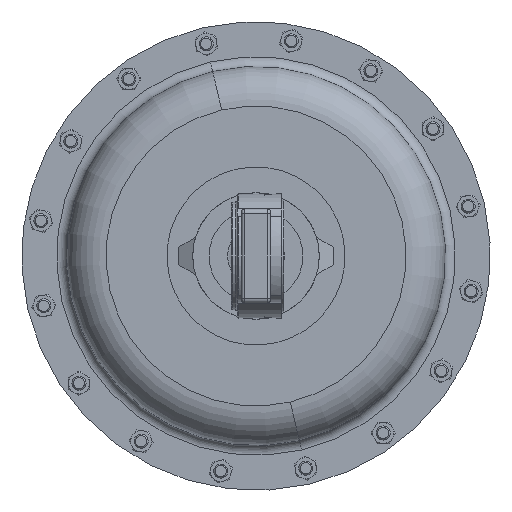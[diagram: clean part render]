
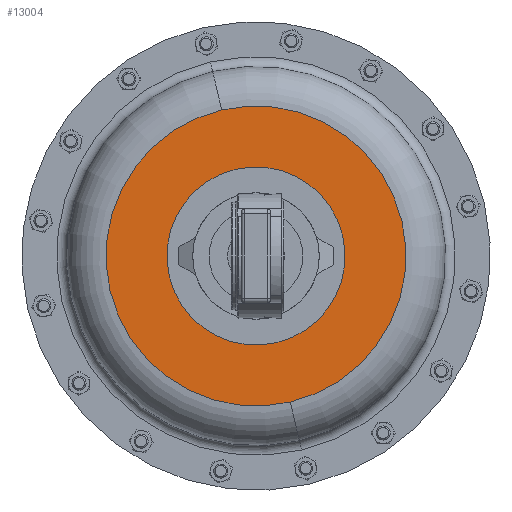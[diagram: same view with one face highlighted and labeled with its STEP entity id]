
A CAD part, front view. The second image highlights one B-rep face of the part: STEP entity #13004.
In plain terms, the highlighted planar face has unit normal (0, -1, 0).
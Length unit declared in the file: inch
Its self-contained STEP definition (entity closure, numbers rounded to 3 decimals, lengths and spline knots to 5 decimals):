
#2920 = EDGE_CURVE ( 'NONE', #28261, #3657, #9039, .T. ) ;
#3657 = VERTEX_POINT ( 'NONE', #4253 ) ;
#4085 = EDGE_CURVE ( 'NONE', #6459, #17747, #23155, .T. ) ;
#4253 = CARTESIAN_POINT ( 'NONE',  ( -1.72026, 7.8175, -1.63748 ) ) ;
#5096 = DIRECTION ( 'NONE',  ( 0., 1., 0. ) ) ;
#6300 = DIRECTION ( 'NONE',  ( 0.228, 0., -0.974 ) ) ;
#6459 = VERTEX_POINT ( 'NONE', #18763 ) ;
#7071 = DIRECTION ( 'NONE',  ( 0., 1., 0. ) ) ;
#7462 = DIRECTION ( 'NONE',  ( 0., -1., 0. ) ) ;
#8306 = CARTESIAN_POINT ( 'NONE',  ( 1.72026, 7.8175, 1.63748 ) ) ;
#9039 = CIRCLE ( 'NONE', #28228, 2.375 ) ;
#9394 = FACE_OUTER_BOUND ( 'NONE', #12593, .T. ) ;
#9900 = CARTESIAN_POINT ( 'NONE',  ( 0., 7.8175, 0. ) ) ;
#11541 = DIRECTION ( 'NONE',  ( 0.228, 0., -0.974 ) ) ;
#12293 = DIRECTION ( 'NONE',  ( 0.724, 0., 0.689 ) ) ;
#12593 = EDGE_LOOP ( 'NONE', ( #23721, #19593 ) ) ;
#13004 = ADVANCED_FACE ( 'NONE', ( #9394, #23951 ), #29746, .T. ) ;
#14841 = DIRECTION ( 'NONE',  ( 0.724, 0., 0.689 ) ) ;
#17378 = EDGE_CURVE ( 'NONE', #3657, #28261, #31268, .T. ) ;
#17499 = CARTESIAN_POINT ( 'NONE',  ( -3.89438, 7.8175, -0.91313 ) ) ;
#17747 = VERTEX_POINT ( 'NONE', #21495 ) ;
#18763 = CARTESIAN_POINT ( 'NONE',  ( 0.91313, 7.8175, -3.89438 ) ) ;
#18977 = DIRECTION ( 'NONE',  ( 0., 1., 0. ) ) ;
#19321 = CIRCLE ( 'NONE', #21868, 4. ) ;
#19470 = AXIS2_PLACEMENT_3D ( 'NONE', #9900, #5096, #12293 ) ;
#19593 = ORIENTED_EDGE ( 'NONE', *, *, #27857, .F. ) ;
#21495 = CARTESIAN_POINT ( 'NONE',  ( -0.91313, 7.8175, 3.89438 ) ) ;
#21868 = AXIS2_PLACEMENT_3D ( 'NONE', #24524, #7071, #11541 ) ;
#23155 = CIRCLE ( 'NONE', #30976, 4. ) ;
#23492 = ORIENTED_EDGE ( 'NONE', *, *, #2920, .T. ) ;
#23721 = ORIENTED_EDGE ( 'NONE', *, *, #4085, .F. ) ;
#23951 = FACE_BOUND ( 'NONE', #24827, .T. ) ;
#24524 = CARTESIAN_POINT ( 'NONE',  ( 0., 7.8175, 0. ) ) ;
#24827 = EDGE_LOOP ( 'NONE', ( #30021, #23492 ) ) ;
#24861 = CARTESIAN_POINT ( 'NONE',  ( 0., 7.8175, 0. ) ) ;
#26288 = AXIS2_PLACEMENT_3D ( 'NONE', #17499, #7462, #32168 ) ;
#27857 = EDGE_CURVE ( 'NONE', #17747, #6459, #19321, .T. ) ;
#28228 = AXIS2_PLACEMENT_3D ( 'NONE', #24861, #30364, #14841 ) ;
#28261 = VERTEX_POINT ( 'NONE', #8306 ) ;
#29746 = PLANE ( 'NONE',  #26288 ) ;
#30021 = ORIENTED_EDGE ( 'NONE', *, *, #17378, .T. ) ;
#30364 = DIRECTION ( 'NONE',  ( 0., 1., 0. ) ) ;
#30976 = AXIS2_PLACEMENT_3D ( 'NONE', #31550, #18977, #6300 ) ;
#31268 = CIRCLE ( 'NONE', #19470, 2.375 ) ;
#31550 = CARTESIAN_POINT ( 'NONE',  ( 0., 7.8175, 0. ) ) ;
#32168 = DIRECTION ( 'NONE',  ( -0.228, 0., 0.974 ) ) ;
